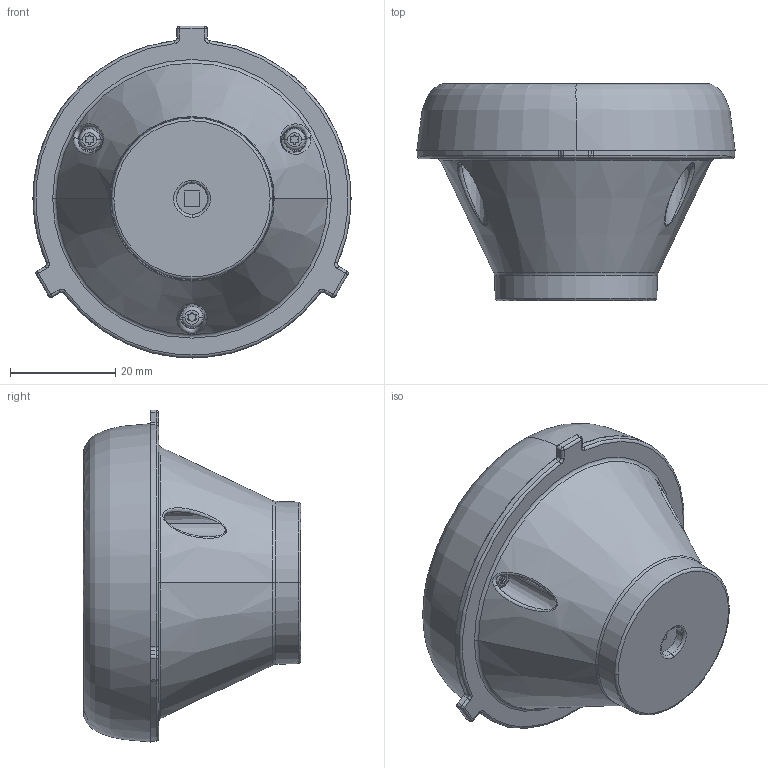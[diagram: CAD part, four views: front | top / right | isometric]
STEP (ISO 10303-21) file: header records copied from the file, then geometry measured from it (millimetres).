
FILE_DESCRIPTION((''),'2;1');
FILE_NAME('OC00005_ASM','2013-03-18T',('bockenstedt'),(''),'PRO/ENGINEER BY PARAMETRIC TECHNOLOGY CORPORATION, 2012060','PRO/ENGINEER BY PARAMETRIC TECHNOLOGY CORPORATION, 2012060','');
FILE_SCHEMA(('CONFIG_CONTROL_DESIGN'));
Products named in the file (8): OC00001; OCULUS_TOPPCB; OC00003; OCULUS_LOWERPCB; OC00002; OC00004; 99397A192; OC00005_ASM
Assembly tree (9 placements, depth 2):
  OC00005_ASM
    OC00001
    OCULUS_TOPPCB
    OC00003
    OCULUS_LOWERPCB
    OC00002
    OC00004
    99397A192  x3
Bounding box: 60.5 x 41.3 x 63.1 mm (x, y, z)
Volume: 27642.6 mm3; surface area: 34382.6 mm2
Topology: 9 solids, 11 shells, 1593 faces, 4325 edges, 2789 vertices
Faces by surface type: bspline 544, cylinder 501, plane 299, cone 114, torus 72, sphere 58, revolution 5
Entity records: 45465 total; most frequent: CARTESIAN_POINT 21375, ORIENTED_EDGE 5522, DIRECTION 4167, EDGE_CURVE 2767, VERTEX_POINT 1741, AXIS2_PLACEMENT_3D 1533, EDGE_LOOP 1144, VECTOR 1096
